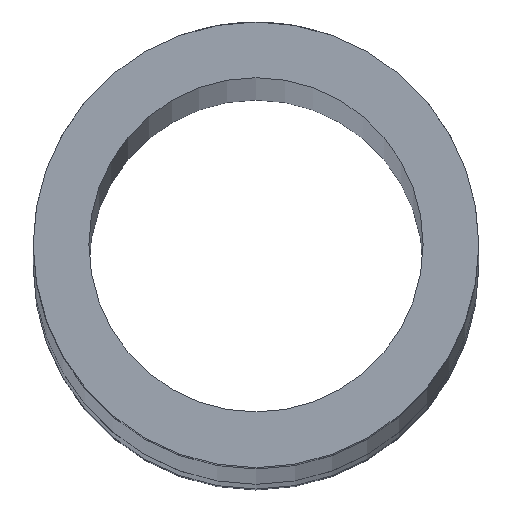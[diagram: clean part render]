
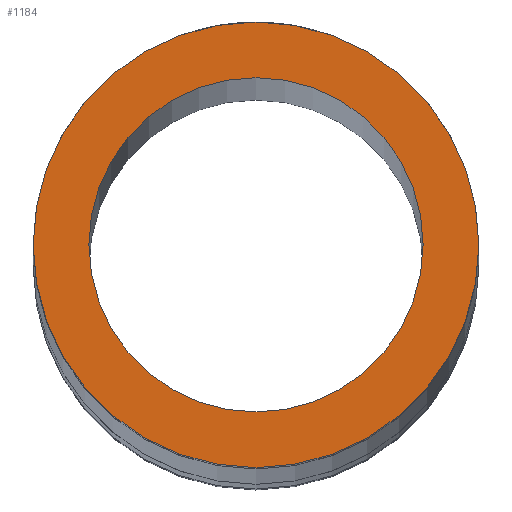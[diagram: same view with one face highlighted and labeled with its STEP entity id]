
A CAD part, top view. The second image highlights one B-rep face of the part: STEP entity #1184.
In plain terms, the highlighted planar face has unit normal (0, 0, 1).
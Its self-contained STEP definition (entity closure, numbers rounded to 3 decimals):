
#76 = VERTEX_POINT ( 'NONE', #1167 ) ;
#107 = VERTEX_POINT ( 'NONE', #815 ) ;
#176 = CARTESIAN_POINT ( 'NONE',  ( 15., 0., 1150. ) ) ;
#196 = EDGE_CURVE ( 'NONE', #889, #76, #1973, .T. ) ;
#229 = CARTESIAN_POINT ( 'NONE',  ( 0., 0., 1150. ) ) ;
#273 = ORIENTED_EDGE ( 'NONE', *, *, #1007, .F. ) ;
#301 = DIRECTION ( 'NONE',  ( 1., 0., 0. ) ) ;
#380 = DIRECTION ( 'NONE',  ( 1., 0., 0. ) ) ;
#452 = CARTESIAN_POINT ( 'NONE',  ( 0., 0., 1150. ) ) ;
#554 = DIRECTION ( 'NONE',  ( 0., 0., 1. ) ) ;
#611 = DIRECTION ( 'NONE',  ( 1., 0., 0. ) ) ;
#621 = DIRECTION ( 'NONE',  ( 0., 0., 1. ) ) ;
#627 = CIRCLE ( 'NONE', #1229, 20. ) ;
#685 = ORIENTED_EDGE ( 'NONE', *, *, #196, .T. ) ;
#775 = CARTESIAN_POINT ( 'NONE',  ( 0., 0., 1150. ) ) ;
#785 = DIRECTION ( 'NONE',  ( 1., 0., 0. ) ) ;
#815 = CARTESIAN_POINT ( 'NONE',  ( -15., 0., 1150. ) ) ;
#818 = FACE_OUTER_BOUND ( 'NONE', #2032, .T. ) ;
#843 = CARTESIAN_POINT ( 'NONE',  ( -20., 0., 1150. ) ) ;
#889 = VERTEX_POINT ( 'NONE', #843 ) ;
#901 = CIRCLE ( 'NONE', #1031, 15. ) ;
#1007 = EDGE_CURVE ( 'NONE', #107, #1658, #901, .T. ) ;
#1031 = AXIS2_PLACEMENT_3D ( 'NONE', #1511, #554, #1527 ) ;
#1063 = AXIS2_PLACEMENT_3D ( 'NONE', #229, #1978, #380 ) ;
#1073 = ORIENTED_EDGE ( 'NONE', *, *, #1160, .F. ) ;
#1159 = EDGE_CURVE ( 'NONE', #76, #889, #627, .T. ) ;
#1160 = EDGE_CURVE ( 'NONE', #1658, #107, #1535, .T. ) ;
#1167 = CARTESIAN_POINT ( 'NONE',  ( 20., 0., 1150. ) ) ;
#1184 = ADVANCED_FACE ( 'NONE', ( #818, #1452 ), #2083, .T. ) ;
#1229 = AXIS2_PLACEMENT_3D ( 'NONE', #775, #1417, #611 ) ;
#1311 = CARTESIAN_POINT ( 'NONE',  ( 0., 0., 1150. ) ) ;
#1327 = ORIENTED_EDGE ( 'NONE', *, *, #1159, .T. ) ;
#1417 = DIRECTION ( 'NONE',  ( 0., 0., 1. ) ) ;
#1452 = FACE_BOUND ( 'NONE', #1989, .T. ) ;
#1511 = CARTESIAN_POINT ( 'NONE',  ( 0., 0., 1150. ) ) ;
#1527 = DIRECTION ( 'NONE',  ( 1., 0., 0. ) ) ;
#1535 = CIRCLE ( 'NONE', #1537, 15. ) ;
#1537 = AXIS2_PLACEMENT_3D ( 'NONE', #452, #1736, #301 ) ;
#1658 = VERTEX_POINT ( 'NONE', #176 ) ;
#1736 = DIRECTION ( 'NONE',  ( 0., 0., 1. ) ) ;
#1835 = AXIS2_PLACEMENT_3D ( 'NONE', #1311, #621, #785 ) ;
#1973 = CIRCLE ( 'NONE', #1063, 20. ) ;
#1978 = DIRECTION ( 'NONE',  ( 0., 0., 1. ) ) ;
#1989 = EDGE_LOOP ( 'NONE', ( #273, #1073 ) ) ;
#2032 = EDGE_LOOP ( 'NONE', ( #685, #1327 ) ) ;
#2083 = PLANE ( 'NONE',  #1835 ) ;
